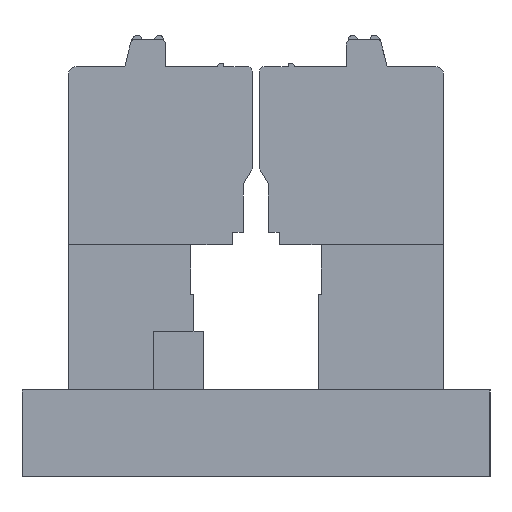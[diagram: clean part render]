
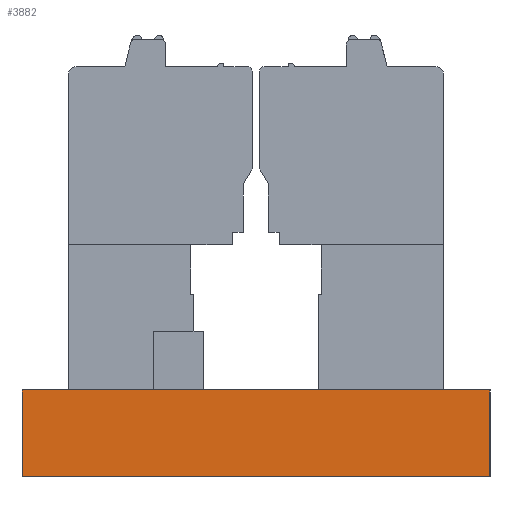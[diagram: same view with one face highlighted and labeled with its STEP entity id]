
A CAD part, left-side view. The second image highlights one B-rep face of the part: STEP entity #3882.
In plain terms, the highlighted planar face has unit normal (-1, 0, 0).
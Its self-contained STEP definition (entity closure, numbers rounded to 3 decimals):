
#1877=FACE_OUTER_BOUND('',#8469,.T.);
#3882=ADVANCED_FACE('',(#1877),#5904,.F.);
#5904=PLANE('',#41601);
#8469=EDGE_LOOP('',(#10955,#10956,#10957,#10958));
#10955=ORIENTED_EDGE('',*,*,#26310,.F.);
#10956=ORIENTED_EDGE('',*,*,#26301,.F.);
#10957=ORIENTED_EDGE('',*,*,#26306,.T.);
#10958=ORIENTED_EDGE('',*,*,#26312,.T.);
#22453=VERTEX_POINT('',#55658);
#22454=VERTEX_POINT('',#55659);
#22458=VERTEX_POINT('',#55668);
#22459=VERTEX_POINT('',#55673);
#26301=EDGE_CURVE('',#22453,#22454,#31993,.T.);
#26306=EDGE_CURVE('',#22453,#22458,#31998,.T.);
#26310=EDGE_CURVE('',#22454,#22459,#32002,.T.);
#26312=EDGE_CURVE('',#22458,#22459,#32004,.T.);
#31993=LINE('',#55657,#36859);
#31998=LINE('',#55669,#36864);
#32002=LINE('',#55676,#36868);
#32004=LINE('',#55680,#36870);
#36859=VECTOR('',#44592,1.);
#36864=VECTOR('',#44599,1.);
#36868=VECTOR('',#44605,1.);
#36870=VECTOR('',#44611,1.);
#41601=AXIS2_PLACEMENT_3D('',#55681,#44612,#44613);
#44592=DIRECTION('',(0.,-1.,0.));
#44599=DIRECTION('',(0.,0.,-1.));
#44605=DIRECTION('',(0.,0.,-1.));
#44611=DIRECTION('',(0.,-1.,0.));
#44612=DIRECTION('',(1.,0.,0.));
#44613=DIRECTION('',(0.,0.,1.));
#55657=CARTESIAN_POINT('',(-9.1,10.,0.7));
#55658=CARTESIAN_POINT('',(-9.1,10.1,0.7));
#55659=CARTESIAN_POINT('',(-9.1,-20.1,0.7));
#55668=CARTESIAN_POINT('',(-9.1,10.1,-4.9));
#55669=CARTESIAN_POINT('',(-9.1,10.1,0.2));
#55673=CARTESIAN_POINT('',(-9.1,-20.1,-4.9));
#55676=CARTESIAN_POINT('',(-9.1,-20.1,0.2));
#55680=CARTESIAN_POINT('',(-9.1,10.,-4.9));
#55681=CARTESIAN_POINT('',(-9.1,10.,0.2));
